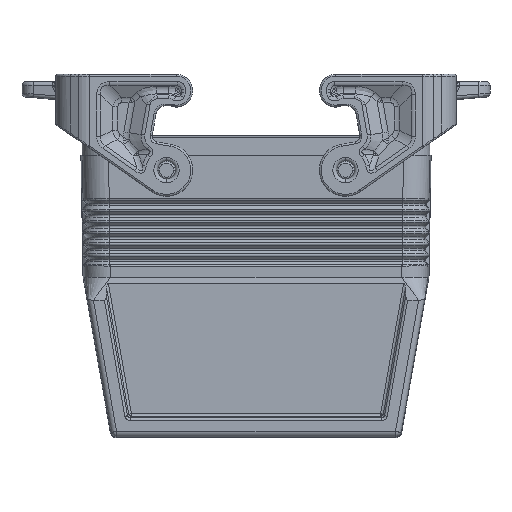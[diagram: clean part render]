
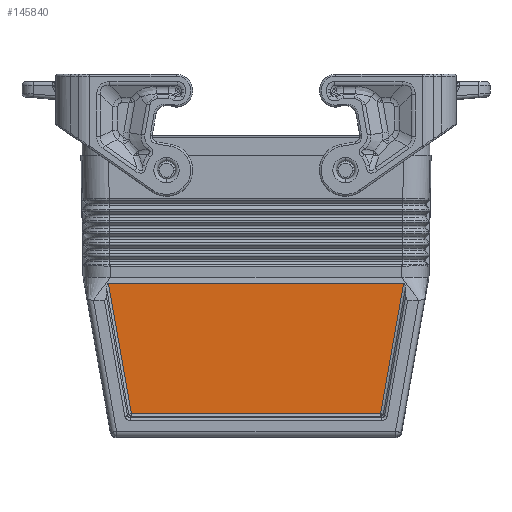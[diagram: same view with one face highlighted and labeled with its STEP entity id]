
A CAD part, front view. The second image highlights one B-rep face of the part: STEP entity #145840.
In plain terms, the highlighted face is planar.
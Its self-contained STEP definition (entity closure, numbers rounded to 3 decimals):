
#68160=CARTESIAN_POINT('',(417.083,-16.265,
69.818));
#68170=VERTEX_POINT('',#68160);
#139300=CARTESIAN_POINT('',(417.083,-22.423,
34.87));
#139310=VERTEX_POINT('',#139300);
#139340=CARTESIAN_POINT('',(417.083,44.373,
34.87));
#139350=DIRECTION('',(0.,1.,0.));
#139360=VECTOR('',#139350,1.);
#139370=LINE('',#139340,#139360);
#139380=CARTESIAN_POINT('',(417.083,56.735,
34.87));
#139390=VERTEX_POINT('',#139380);
#139400=EDGE_CURVE('',#139310,#139390,#139370,.T.);
#145560=CARTESIAN_POINT('',(417.083,-12.317,
48.893));
#145570=DIRECTION('',(1.,0.,0.));
#145580=DIRECTION('',(0.,1.,0.));
#145590=AXIS2_PLACEMENT_3D('',#145560,#145570,#145580);
#145600=PLANE('',#145590);
#145610=CARTESIAN_POINT('',(417.083,-26.411,
12.233));
#145620=DIRECTION('',(0.,0.174,
0.985));
#145630=VECTOR('',#145620,1.);
#145640=LINE('',#145610,#145630);
#145650=EDGE_CURVE('',#139310,#68170,#145640,.T.);
#145660=ORIENTED_EDGE('',*,*,#145650,.F.);
#145670=CARTESIAN_POINT('',(417.083,44.373,
69.818));
#145680=DIRECTION('',(0.,1.,0.));
#145690=VECTOR('',#145680,1.);
#145700=LINE('',#145670,#145690);
#145710=CARTESIAN_POINT('',(417.083,50.578,
69.818));
#145720=VERTEX_POINT('',#145710);
#145730=EDGE_CURVE('',#68170,#145720,#145700,.T.);
#145740=ORIENTED_EDGE('',*,*,#145730,.F.);
#145750=CARTESIAN_POINT('',(417.083,60.723,
12.233));
#145760=DIRECTION('',(0.,-0.174,
0.985));
#145770=VECTOR('',#145760,1.);
#145780=LINE('',#145750,#145770);
#145790=EDGE_CURVE('',#139390,#145720,#145780,.T.);
#145800=ORIENTED_EDGE('',*,*,#145790,.T.);
#145810=ORIENTED_EDGE('',*,*,#139400,.T.);
#145820=EDGE_LOOP('',(#145810,#145800,#145740,#145660));
#145830=FACE_OUTER_BOUND('',#145820,.T.);
#145840=ADVANCED_FACE('',(#145830),#145600,.T.);
